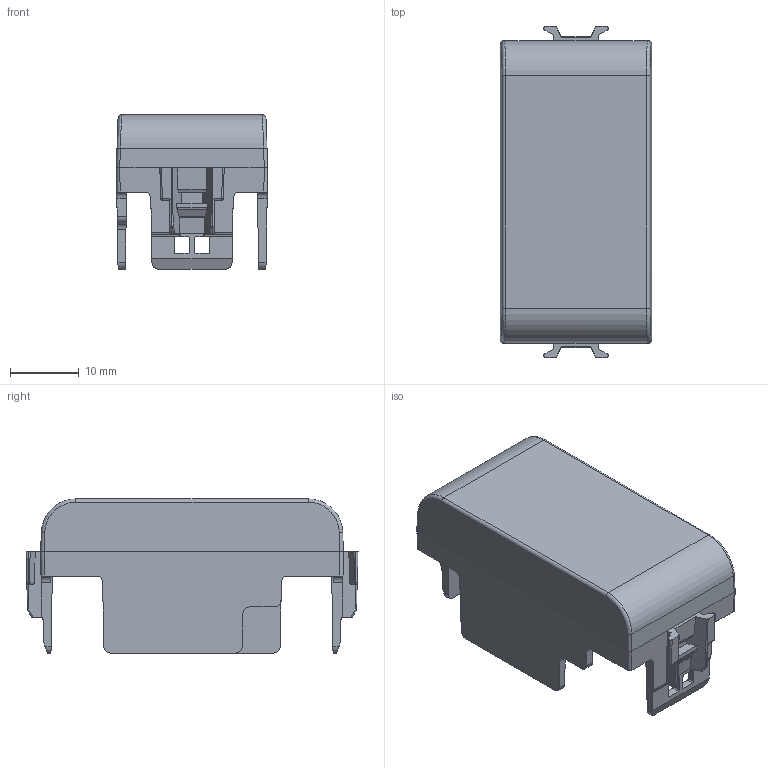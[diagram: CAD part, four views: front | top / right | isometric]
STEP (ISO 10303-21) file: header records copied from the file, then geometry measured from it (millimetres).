
FILE_DESCRIPTION(('CATIA V5 STEP Exchange','CAx-IF Rec.Pracs.--- Model Styling and Organization---1.4--- 2014-01-23'),'2;1');
FILE_NAME('GW10195.stp','2024-02-06T13:46:22+00:00',('none'),('none'),'CATIA Version 5-6 Release 2019 SP6','CATIA V5 STEP AP214 v1','none');
FILE_SCHEMA(('AUTOMOTIVE_DESIGN { 1 0 10303 214 1 1 1 1 }'));
Length unit declared in the file: millimetre
Products named in the file (1): GW10195
Bounding box: 22 x 48.25 x 22.4 mm (x, y, z)
Volume: 11524.7 mm3; surface area: 5086.3 mm2
Topology: 1 solids, 3 shells, 278 faces, 767 edges, 487 vertices
Faces by surface type: plane 154, cylinder 96, bspline 20, sphere 8
Entity records: 10151 total; most frequent: CARTESIAN_POINT 3890, ORIENTED_EDGE 1518, DIRECTION 916, EDGE_CURVE 759, VERTEX_POINT 487, VECTOR 450, LINE 450, EDGE_LOOP 288
